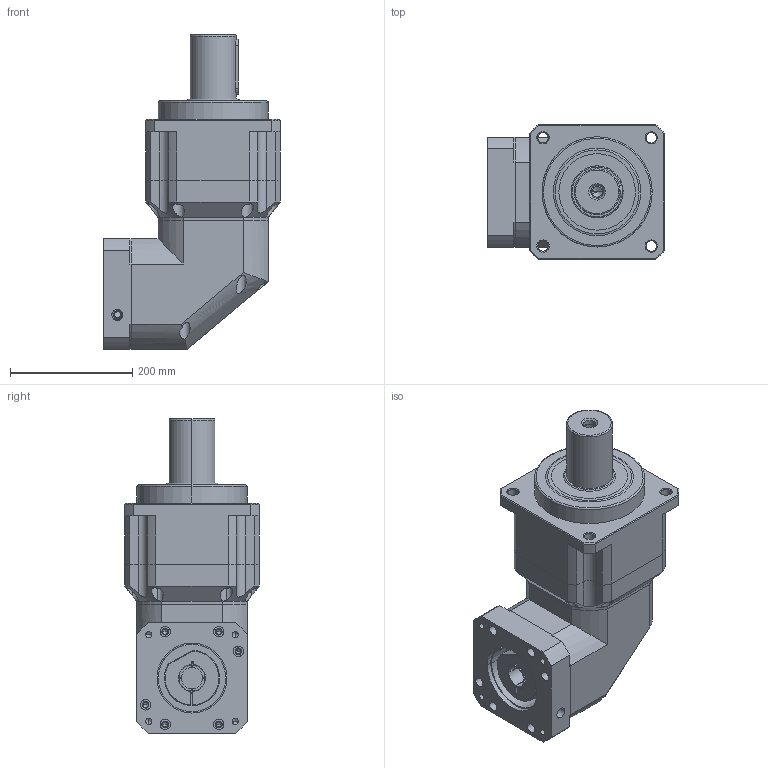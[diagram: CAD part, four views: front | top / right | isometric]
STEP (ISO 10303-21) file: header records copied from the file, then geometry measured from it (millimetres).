
FILE_DESCRIPTION (( 'STEP AP214' ), '1' );
FILE_NAME ('SBL220-L2-35-114.3-200M12.STEP', '2022-01-14T03:29:11', ( 'admin' ), ( '' ), 'SwSTEP 2.0', 'SolidWorks 2013', '' );
FILE_SCHEMA (( 'AUTOMOTIVE_DESIGN' ));
Length unit declared in the file: millimetre
Products named in the file (6): 180_X2_95017D2773AF_X0_-35; SBL180-114.3-200M12-85; SBL180-35; SB220_X2_4E007EA751859F7F5708_X0_; SB220_X2_8F9351FA7AEF_X0_; SBL220-L2-35-114.3-200M12
Assembly tree (5 placements, depth 2):
  SBL220-L2-35-114.3-200M12
    SB220_X2_8F9351FA7AEF_X0_
    SB220_X2_4E007EA751859F7F5708_X0_
    SBL180-35
    SBL180-114.3-200M12-85
    180_X2_95017D2773AF_X0_-35
Bounding box: 289 x 220 x 513.3 mm (x, y, z)
Volume: 14224600.9 mm3; surface area: 786131 mm2
Topology: 8 solids, 8 shells, 523 faces, 1343 edges, 823 vertices
Faces by surface type: cylinder 259, plane 144, cone 99, bspline 21
Entity records: 25096 total; most frequent: CARTESIAN_POINT 6538, DIRECTION 2691, ORIENTED_EDGE 2562, EDGE_CURVE 1281, AXIS2_PLACEMENT_3D 1058, VERTEX_POINT 823, EDGE_LOOP 632, LINE 575
